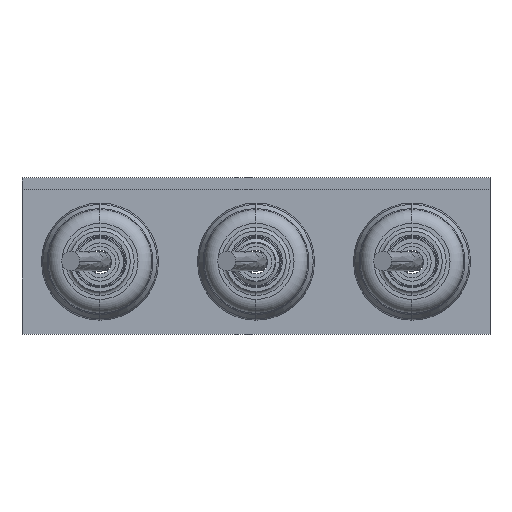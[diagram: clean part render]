
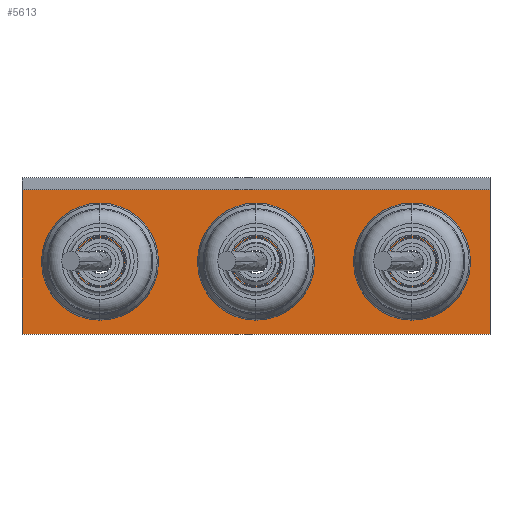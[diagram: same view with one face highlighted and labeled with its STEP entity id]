
A CAD part, top view. The second image highlights one B-rep face of the part: STEP entity #5613.
In plain terms, the highlighted planar face has unit normal (0, 0, 1).
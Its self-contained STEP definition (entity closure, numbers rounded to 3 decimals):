
#73 = DIRECTION ( 'NONE',  ( 1., 0., 0. ) ) ;
#1816 = AXIS2_PLACEMENT_3D ( 'NONE', #8546, #30285, #11659 ) ;
#1898 = VERTEX_POINT ( 'NONE', #6359 ) ;
#2362 = EDGE_CURVE ( 'NONE', #1898, #40493, #12986, .T. ) ;
#3021 = ORIENTED_EDGE ( 'NONE', *, *, #10042, .F. ) ;
#3966 = VECTOR ( 'NONE', #26528, 1000. ) ;
#3976 = ORIENTED_EDGE ( 'NONE', *, *, #25656, .F. ) ;
#4702 = CARTESIAN_POINT ( 'NONE',  ( -93.75, -21.5, 3. ) ) ;
#4714 = VECTOR ( 'NONE', #73, 1000. ) ;
#5487 = EDGE_CURVE ( 'NONE', #40493, #22710, #23467, .T. ) ;
#5524 = EDGE_LOOP ( 'NONE', ( #3976, #27999 ) ) ;
#5571 = CARTESIAN_POINT ( 'NONE',  ( -60., -21.5, 3. ) ) ;
#5613 = ADVANCED_FACE ( 'NONE', ( #8325, #32189, #16592, #23924 ), #37677, .T. ) ;
#6207 = DIRECTION ( 'NONE',  ( 0., 0., 1. ) ) ;
#6359 = CARTESIAN_POINT ( 'NONE',  ( -120., -3., 3. ) ) ;
#6391 = DIRECTION ( 'NONE',  ( 1., 0., 0. ) ) ;
#6470 = VECTOR ( 'NONE', #6391, 1000. ) ;
#8273 = CARTESIAN_POINT ( 'NONE',  ( -120., 0., 3. ) ) ;
#8325 = FACE_BOUND ( 'NONE', #18539, .T. ) ;
#8546 = CARTESIAN_POINT ( 'NONE',  ( -100., -21.5, 3. ) ) ;
#8629 = VECTOR ( 'NONE', #29641, 1000. ) ;
#8696 = CARTESIAN_POINT ( 'NONE',  ( -106.25, -21.5, 3. ) ) ;
#8709 = DIRECTION ( 'NONE',  ( 1., 0., 0. ) ) ;
#9823 = CARTESIAN_POINT ( 'NONE',  ( -66.25, -21.5, 3. ) ) ;
#10037 = DIRECTION ( 'NONE',  ( 0., 0., 1. ) ) ;
#10042 = EDGE_CURVE ( 'NONE', #28956, #20241, #14343, .T. ) ;
#11659 = DIRECTION ( 'NONE',  ( 1., 0., 0. ) ) ;
#12051 = CARTESIAN_POINT ( 'NONE',  ( -120., -40., 3. ) ) ;
#12055 = EDGE_CURVE ( 'NONE', #36683, #23439, #26589, .T. ) ;
#12511 = CARTESIAN_POINT ( 'NONE',  ( -120., -40., 3. ) ) ;
#12986 = LINE ( 'NONE', #30503, #4714 ) ;
#13384 = ORIENTED_EDGE ( 'NONE', *, *, #20743, .T. ) ;
#13461 = CIRCLE ( 'NONE', #36462, 6.25 ) ;
#13673 = DIRECTION ( 'NONE',  ( 0., 0., 1. ) ) ;
#14147 = CARTESIAN_POINT ( 'NONE',  ( -53.75, -21.5, 3. ) ) ;
#14343 = CIRCLE ( 'NONE', #35001, 6.25 ) ;
#15642 = CIRCLE ( 'NONE', #26762, 6.25 ) ;
#15853 = ORIENTED_EDGE ( 'NONE', *, *, #39240, .F. ) ;
#16016 = CARTESIAN_POINT ( 'NONE',  ( -120., 0., 3. ) ) ;
#16592 = FACE_OUTER_BOUND ( 'NONE', #25175, .T. ) ;
#16889 = VERTEX_POINT ( 'NONE', #4702 ) ;
#17325 = DIRECTION ( 'NONE',  ( 0., 0., 1. ) ) ;
#18539 = EDGE_LOOP ( 'NONE', ( #34649, #39881 ) ) ;
#18561 = ORIENTED_EDGE ( 'NONE', *, *, #2362, .F. ) ;
#19128 = DIRECTION ( 'NONE',  ( 0., -1., 0. ) ) ;
#19787 = CARTESIAN_POINT ( 'NONE',  ( 0., -40., 3. ) ) ;
#20241 = VERTEX_POINT ( 'NONE', #37340 ) ;
#20254 = CARTESIAN_POINT ( 'NONE',  ( 0., 0., 3. ) ) ;
#20500 = CARTESIAN_POINT ( 'NONE',  ( -26.25, -21.5, 3. ) ) ;
#20743 = EDGE_CURVE ( 'NONE', #40283, #22710, #22043, .T. ) ;
#21480 = ORIENTED_EDGE ( 'NONE', *, *, #38985, .T. ) ;
#22043 = LINE ( 'NONE', #12511, #6470 ) ;
#22510 = EDGE_CURVE ( 'NONE', #29906, #16889, #15642, .T. ) ;
#22710 = VERTEX_POINT ( 'NONE', #19787 ) ;
#23439 = VERTEX_POINT ( 'NONE', #9823 ) ;
#23467 = LINE ( 'NONE', #20254, #3966 ) ;
#23924 = FACE_BOUND ( 'NONE', #5524, .T. ) ;
#24853 = CARTESIAN_POINT ( 'NONE',  ( -100., -21.5, 3. ) ) ;
#25175 = EDGE_LOOP ( 'NONE', ( #37018, #18561, #21480, #13384 ) ) ;
#25566 = CIRCLE ( 'NONE', #1816, 6.25 ) ;
#25656 = EDGE_CURVE ( 'NONE', #16889, #29906, #25566, .T. ) ;
#25914 = EDGE_CURVE ( 'NONE', #23439, #36683, #36230, .T. ) ;
#26528 = DIRECTION ( 'NONE',  ( 0., -1., 0. ) ) ;
#26589 = CIRCLE ( 'NONE', #29133, 6.25 ) ;
#26762 = AXIS2_PLACEMENT_3D ( 'NONE', #24853, #6207, #27977 ) ;
#27333 = DIRECTION ( 'NONE',  ( 0., 0., 1. ) ) ;
#27977 = DIRECTION ( 'NONE',  ( 1., 0., 0. ) ) ;
#27999 = ORIENTED_EDGE ( 'NONE', *, *, #22510, .F. ) ;
#28674 = CARTESIAN_POINT ( 'NONE',  ( -20., -21.5, 3. ) ) ;
#28956 = VERTEX_POINT ( 'NONE', #20500 ) ;
#29133 = AXIS2_PLACEMENT_3D ( 'NONE', #5571, #27333, #8709 ) ;
#29456 = CARTESIAN_POINT ( 'NONE',  ( 0., -3., 3. ) ) ;
#29641 = DIRECTION ( 'NONE',  ( 0., -1., 0. ) ) ;
#29906 = VERTEX_POINT ( 'NONE', #8696 ) ;
#30285 = DIRECTION ( 'NONE',  ( 0., 0., 1. ) ) ;
#30503 = CARTESIAN_POINT ( 'NONE',  ( -120., -3., 3. ) ) ;
#30784 = AXIS2_PLACEMENT_3D ( 'NONE', #32335, #13673, #35475 ) ;
#31783 = DIRECTION ( 'NONE',  ( 1., 0., 0. ) ) ;
#32189 = FACE_BOUND ( 'NONE', #39021, .T. ) ;
#32335 = CARTESIAN_POINT ( 'NONE',  ( -60., -21.5, 3. ) ) ;
#32483 = LINE ( 'NONE', #8273, #8629 ) ;
#33683 = AXIS2_PLACEMENT_3D ( 'NONE', #16016, #37824, #19128 ) ;
#34649 = ORIENTED_EDGE ( 'NONE', *, *, #12055, .F. ) ;
#35001 = AXIS2_PLACEMENT_3D ( 'NONE', #36033, #17325, #39183 ) ;
#35475 = DIRECTION ( 'NONE',  ( 1., 0., 0. ) ) ;
#36033 = CARTESIAN_POINT ( 'NONE',  ( -20., -21.5, 3. ) ) ;
#36230 = CIRCLE ( 'NONE', #30784, 6.25 ) ;
#36462 = AXIS2_PLACEMENT_3D ( 'NONE', #28674, #10037, #31783 ) ;
#36683 = VERTEX_POINT ( 'NONE', #14147 ) ;
#37018 = ORIENTED_EDGE ( 'NONE', *, *, #5487, .F. ) ;
#37340 = CARTESIAN_POINT ( 'NONE',  ( -13.75, -21.5, 3. ) ) ;
#37677 = PLANE ( 'NONE',  #33683 ) ;
#37824 = DIRECTION ( 'NONE',  ( 0., 0., 1. ) ) ;
#38985 = EDGE_CURVE ( 'NONE', #1898, #40283, #32483, .T. ) ;
#39021 = EDGE_LOOP ( 'NONE', ( #15853, #3021 ) ) ;
#39183 = DIRECTION ( 'NONE',  ( 1., 0., 0. ) ) ;
#39240 = EDGE_CURVE ( 'NONE', #20241, #28956, #13461, .T. ) ;
#39881 = ORIENTED_EDGE ( 'NONE', *, *, #25914, .F. ) ;
#40283 = VERTEX_POINT ( 'NONE', #12051 ) ;
#40493 = VERTEX_POINT ( 'NONE', #29456 ) ;
